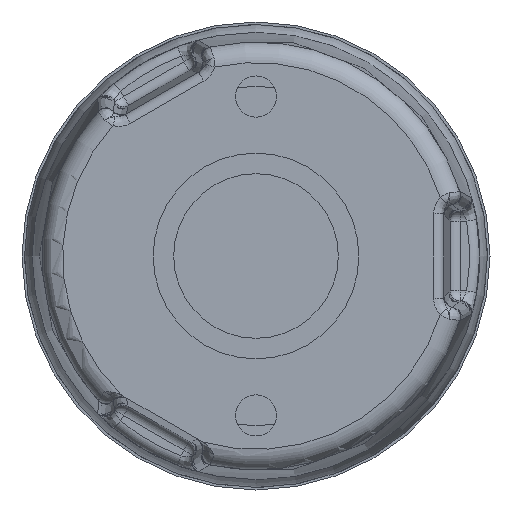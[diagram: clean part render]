
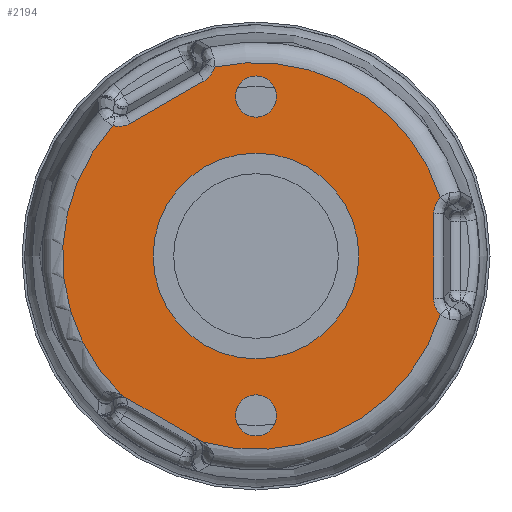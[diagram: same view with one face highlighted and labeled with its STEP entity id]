
A CAD part, front view. The second image highlights one B-rep face of the part: STEP entity #2194.
In plain terms, the highlighted planar face has unit normal (0, -1, 0).
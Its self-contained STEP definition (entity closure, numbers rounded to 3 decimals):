
#139=LINE('',#6205,#198);
#144=LINE('',#13472,#203);
#158=LINE('',#17731,#217);
#198=VECTOR('',#2574,8.233);
#203=VECTOR('',#2595,8.233);
#217=VECTOR('',#2675,9.056);
#260=B_SPLINE_CURVE_WITH_KNOTS('',3,(#6248,#6249,#6250,#6251,#6252,#6253,
#6254),.UNSPECIFIED.,.F.,.F.,(4,1,1,1,4),(0.,0.025,0.05,
0.1,0.175),.UNSPECIFIED.);
#265=B_SPLINE_CURVE_WITH_KNOTS('',3,(#10161,#10162,#10163,#10164,#10165,
#10166,#10167),.UNSPECIFIED.,.F.,.F.,(4,1,1,1,4),(0.,0.1,
0.125,0.15,0.175),.UNSPECIFIED.);
#276=B_SPLINE_CURVE_WITH_KNOTS('',3,(#13509,#13510,#13511,#13512,#13513,
#13514),.UNSPECIFIED.,.F.,.F.,(4,1,1,4),(0.,0.025,0.075,
0.175),.UNSPECIFIED.);
#281=B_SPLINE_CURVE_WITH_KNOTS('',3,(#17113,#17114,#17115,#17116,#17117,
#17118,#17119),.UNSPECIFIED.,.F.,.F.,(4,1,1,1,4),(0.,0.075,
0.125,0.15,0.175),.UNSPECIFIED.);
#405=PLANE('',#2411);
#444=FACE_BOUND('',#764,.T.);
#445=FACE_BOUND('',#765,.T.);
#446=FACE_BOUND('',#766,.T.);
#593=FACE_OUTER_BOUND('',#763,.T.);
#763=EDGE_LOOP('',(#1919,#1920,#1921,#1922,#1923,#1924,#1925,#1926,#1927,
#1928));
#764=EDGE_LOOP('',(#1929));
#765=EDGE_LOOP('',(#1930));
#766=EDGE_LOOP('',(#1931));
#865=CIRCLE('',#2259,10.);
#872=CIRCLE('',#2271,2.);
#874=CIRCLE('',#2274,2.);
#948=CIRCLE('',#2404,18.803);
#949=CIRCLE('',#2406,18.803);
#952=CIRCLE('',#2410,18.803);
#1001=VERTEX_POINT('',#3134);
#1008=VERTEX_POINT('',#3153);
#1010=VERTEX_POINT('',#3158);
#1011=VERTEX_POINT('',#5180);
#1015=VERTEX_POINT('',#6198);
#1018=VERTEX_POINT('',#6203);
#1020=VERTEX_POINT('',#9011);
#1031=VERTEX_POINT('',#12405);
#1035=VERTEX_POINT('',#13465);
#1038=VERTEX_POINT('',#13470);
#1040=VERTEX_POINT('',#16051);
#1079=VERTEX_POINT('',#17725);
#1080=VERTEX_POINT('',#17730);
#1192=EDGE_CURVE('',#1001,#1001,#865,.T.);
#1199=EDGE_CURVE('',#1008,#1008,#872,.T.);
#1201=EDGE_CURVE('',#1010,#1010,#874,.T.);
#1209=EDGE_CURVE('',#1018,#1015,#139,.T.);
#1211=EDGE_CURVE('',#1011,#1018,#260,.T.);
#1217=EDGE_CURVE('',#1015,#1020,#265,.T.);
#1236=EDGE_CURVE('',#1038,#1035,#144,.T.);
#1238=EDGE_CURVE('',#1031,#1038,#276,.T.);
#1244=EDGE_CURVE('',#1035,#1040,#281,.T.);
#1305=EDGE_CURVE('',#1080,#1079,#158,.T.);
#1424=EDGE_CURVE('',#1040,#1011,#948,.T.);
#1425=EDGE_CURVE('',#1020,#1079,#949,.T.);
#1428=EDGE_CURVE('',#1080,#1031,#952,.T.);
#1919=ORIENTED_EDGE('',*,*,#1211,.F.);
#1920=ORIENTED_EDGE('',*,*,#1424,.F.);
#1921=ORIENTED_EDGE('',*,*,#1244,.F.);
#1922=ORIENTED_EDGE('',*,*,#1236,.F.);
#1923=ORIENTED_EDGE('',*,*,#1238,.F.);
#1924=ORIENTED_EDGE('',*,*,#1428,.F.);
#1925=ORIENTED_EDGE('',*,*,#1305,.T.);
#1926=ORIENTED_EDGE('',*,*,#1425,.F.);
#1927=ORIENTED_EDGE('',*,*,#1217,.F.);
#1928=ORIENTED_EDGE('',*,*,#1209,.F.);
#1929=ORIENTED_EDGE('',*,*,#1192,.F.);
#1930=ORIENTED_EDGE('',*,*,#1199,.T.);
#1931=ORIENTED_EDGE('',*,*,#1201,.T.);
#2194=ADVANCED_FACE('',(#593,#444,#445,#446),#405,.T.);
#2259=AXIS2_PLACEMENT_3D('',#3135,#2533,#2534);
#2271=AXIS2_PLACEMENT_3D('',#3154,#2557,#2558);
#2274=AXIS2_PLACEMENT_3D('',#3159,#2563,#2564);
#2404=AXIS2_PLACEMENT_3D('',#18483,#2882,#2883);
#2406=AXIS2_PLACEMENT_3D('',#18485,#2886,#2887);
#2410=AXIS2_PLACEMENT_3D('',#18489,#2894,#2895);
#2411=AXIS2_PLACEMENT_3D('',#18490,#2896,#2897);
#2533=DIRECTION('center_axis',(0.,-1.,0.));
#2534=DIRECTION('ref_axis',(1.,0.,0.));
#2557=DIRECTION('center_axis',(0.,1.,0.));
#2558=DIRECTION('ref_axis',(1.,0.,0.));
#2563=DIRECTION('center_axis',(0.,1.,0.));
#2564=DIRECTION('ref_axis',(1.,0.,0.));
#2574=DIRECTION('',(0.,0.,-1.));
#2595=DIRECTION('',(0.866,0.,0.5));
#2675=DIRECTION('',(0.866,0.,-0.5));
#2882=DIRECTION('center_axis',(0.,1.,0.));
#2883=DIRECTION('ref_axis',(-1.,0.,0.));
#2886=DIRECTION('center_axis',(0.,1.,0.));
#2887=DIRECTION('ref_axis',(-1.,0.,0.));
#2894=DIRECTION('center_axis',(0.,1.,0.));
#2895=DIRECTION('ref_axis',(-1.,0.,0.));
#2896=DIRECTION('center_axis',(0.,-1.,0.));
#2897=DIRECTION('ref_axis',(0.,0.,-1.));
#3134=CARTESIAN_POINT('',(10.,0.,0.));
#3135=CARTESIAN_POINT('Origin',(0.,0.,0.));
#3153=CARTESIAN_POINT('',(2.,0.,15.5));
#3154=CARTESIAN_POINT('Origin',(0.,0.,15.5));
#3158=CARTESIAN_POINT('',(2.,0.,-15.5));
#3159=CARTESIAN_POINT('Origin',(0.,0.,-15.5));
#5180=CARTESIAN_POINT('',(17.919,0.,5.698));
#6198=CARTESIAN_POINT('',(17.267,0.,-4.117));
#6203=CARTESIAN_POINT('',(17.267,0.,4.117));
#6205=CARTESIAN_POINT('',(17.267,0.,2.5));
#6248=CARTESIAN_POINT('Ctrl Pts',(17.919,0.,
5.698));
#6249=CARTESIAN_POINT('Ctrl Pts',(17.864,0.,
5.636));
#6250=CARTESIAN_POINT('Ctrl Pts',(17.757,0.,
5.508));
#6251=CARTESIAN_POINT('Ctrl Pts',(17.565,0.,
5.234));
#6252=CARTESIAN_POINT('Ctrl Pts',(17.342,0.,
4.783));
#6253=CARTESIAN_POINT('Ctrl Pts',(17.267,0.,
4.367));
#6254=CARTESIAN_POINT('Ctrl Pts',(17.267,0.,
4.117));
#9011=CARTESIAN_POINT('',(17.919,0.,-5.698));
#10161=CARTESIAN_POINT('Ctrl Pts',(17.267,0.,
-4.117));
#10162=CARTESIAN_POINT('Ctrl Pts',(17.267,0.,
-4.45));
#10163=CARTESIAN_POINT('Ctrl Pts',(17.368,0.,
-4.866));
#10164=CARTESIAN_POINT('Ctrl Pts',(17.613,0.,
-5.303));
#10165=CARTESIAN_POINT('Ctrl Pts',(17.757,0.,
-5.508));
#10166=CARTESIAN_POINT('Ctrl Pts',(17.864,0.,
-5.636));
#10167=CARTESIAN_POINT('Ctrl Pts',(17.919,0.,
-5.698));
#12405=CARTESIAN_POINT('',(-13.894,0.,12.669));
#13465=CARTESIAN_POINT('',(-5.069,0.,17.012));
#13470=CARTESIAN_POINT('',(-12.199,0.,12.896));
#13472=CARTESIAN_POINT('',(-10.799,0.,13.704));
#13509=CARTESIAN_POINT('Ctrl Pts',(-13.894,0.,
12.669));
#13510=CARTESIAN_POINT('Ctrl Pts',(-13.813,0.,
12.653));
#13511=CARTESIAN_POINT('Ctrl Pts',(-13.566,0.,
12.609));
#13512=CARTESIAN_POINT('Ctrl Pts',(-12.98,0.,
12.584));
#13513=CARTESIAN_POINT('Ctrl Pts',(-12.487,0.,
12.729));
#13514=CARTESIAN_POINT('Ctrl Pts',(-12.199,0.,
12.896));
#16051=CARTESIAN_POINT('',(-4.025,0.,18.367));
#17113=CARTESIAN_POINT('Ctrl Pts',(-5.069,0.,
17.012));
#17114=CARTESIAN_POINT('Ctrl Pts',(-4.852,0.,
17.137));
#17115=CARTESIAN_POINT('Ctrl Pts',(-4.529,0.,
17.41));
#17116=CARTESIAN_POINT('Ctrl Pts',(-4.249,0.,
17.829));
#17117=CARTESIAN_POINT('Ctrl Pts',(-4.108,0.,
18.132));
#17118=CARTESIAN_POINT('Ctrl Pts',(-4.051,0.,
18.288));
#17119=CARTESIAN_POINT('Ctrl Pts',(-4.025,0.,
18.367));
#17725=CARTESIAN_POINT('',(-5.204,0.,-18.069));
#17730=CARTESIAN_POINT('',(-13.046,0.,-13.541));
#17731=CARTESIAN_POINT('',(-6.96,0.,-17.055));
#18483=CARTESIAN_POINT('Origin',(0.,0.,0.));
#18485=CARTESIAN_POINT('Origin',(0.,0.,0.));
#18489=CARTESIAN_POINT('Origin',(0.,0.,0.));
#18490=CARTESIAN_POINT('Origin',(0.,0.,0.));
